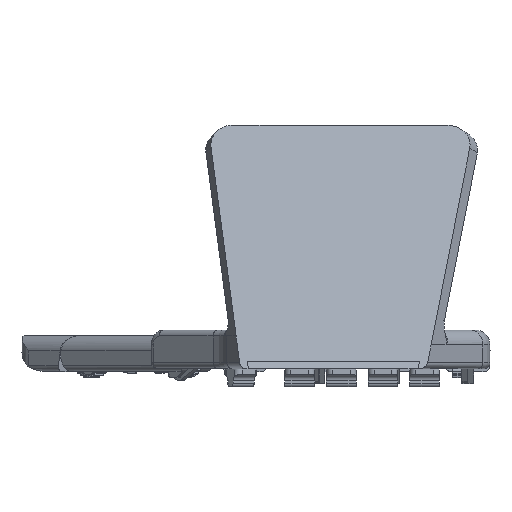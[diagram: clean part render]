
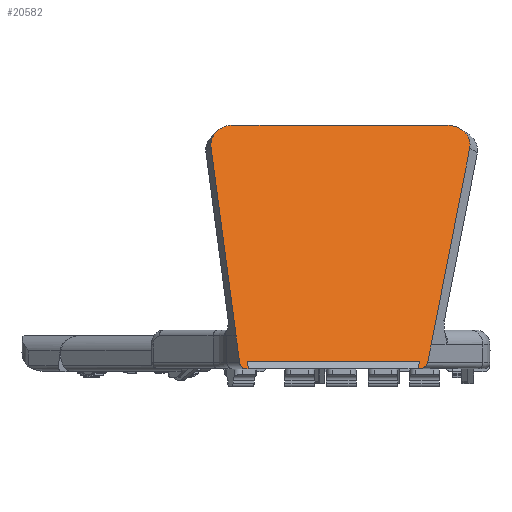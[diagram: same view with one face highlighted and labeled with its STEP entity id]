
A CAD part, left-side view. The second image highlights one B-rep face of the part: STEP entity #20582.
In plain terms, the highlighted free-form (B-spline) face has degree [1, 1] with [2, 2] control points.
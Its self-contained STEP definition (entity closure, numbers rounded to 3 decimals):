
#72=CARTESIAN_POINT('Vertex',(-177.141,-34.597,-5.)) ;
#87=CARTESIAN_POINT('Vertex',(-177.104,-34.597,-4.899)) ;
#90=CARTESIAN_POINT('Line Origine',(-177.122,-34.597,-4.95)) ;
#110=CARTESIAN_POINT('Vertex',(-176.649,26.507,-3.649)) ;
#119=CARTESIAN_POINT('Vertex',(-177.141,24.35,-5.)) ;
#123=CARTESIAN_POINT('Control Point',(-177.141,24.35,-5.)) ;
#124=CARTESIAN_POINT('Control Point',(-177.141,24.899,-5.)) ;
#125=CARTESIAN_POINT('Control Point',(-177.077,25.448,-4.826)) ;
#126=CARTESIAN_POINT('Control Point',(-176.964,25.91,-4.515)) ;
#127=CARTESIAN_POINT('Control Point',(-176.818,26.276,-4.112)) ;
#128=CARTESIAN_POINT('Control Point',(-176.649,26.507,-3.649)) ;
#142=CARTESIAN_POINT('Control Point',(-177.141,23.783,-5.)) ;
#143=CARTESIAN_POINT('Control Point',(-176.231,24.114,-2.5)) ;
#144=CARTESIAN_POINT('Vertex',(-177.141,23.783,-5.)) ;
#146=CARTESIAN_POINT('Vertex',(-176.231,24.114,-2.5)) ;
#152=CARTESIAN_POINT('Vertex',(-177.141,-33.298,-5.)) ;
#156=CARTESIAN_POINT('Control Point',(-177.141,-33.298,-5.)) ;
#157=CARTESIAN_POINT('Control Point',(-176.231,-33.789,-2.5)) ;
#158=CARTESIAN_POINT('Vertex',(-176.231,-33.789,-2.5)) ;
#162=CARTESIAN_POINT('Control Point',(-176.231,-33.789,-2.5)) ;
#163=CARTESIAN_POINT('Control Point',(-176.231,24.114,-2.5)) ;
#20159=CARTESIAN_POINT('Control Point',(-150.011,36.318,69.538)) ;
#20160=CARTESIAN_POINT('Control Point',(-149.605,36.465,70.653)) ;
#20161=CARTESIAN_POINT('Control Point',(-149.188,36.346,71.8)) ;
#20162=CARTESIAN_POINT('Control Point',(-148.787,35.945,72.901)) ;
#20163=CARTESIAN_POINT('Control Point',(-148.065,34.646,74.885)) ;
#20164=CARTESIAN_POINT('Control Point',(-147.585,32.599,76.204)) ;
#20165=CARTESIAN_POINT('Control Point',(-147.42,31.431,76.658)) ;
#20166=CARTESIAN_POINT('Control Point',(-147.337,30.201,76.886)) ;
#20167=CARTESIAN_POINT('Control Point',(-147.337,28.97,76.886)) ;
#20168=CARTESIAN_POINT('Vertex',(-150.011,36.318,69.538)) ;
#20170=CARTESIAN_POINT('Vertex',(-147.337,28.97,76.886)) ;
#20223=CARTESIAN_POINT('Vertex',(-147.337,-42.957,76.886)) ;
#20235=CARTESIAN_POINT('Control Point',(-147.337,28.97,76.886)) ;
#20236=CARTESIAN_POINT('Control Point',(-147.337,-42.957,76.886)) ;
#20251=CARTESIAN_POINT('Control Point',(-150.119,-50.7,69.24)) ;
#20252=CARTESIAN_POINT('Control Point',(-149.935,-50.799,69.748)) ;
#20253=CARTESIAN_POINT('Control Point',(-149.746,-50.84,70.267)) ;
#20254=CARTESIAN_POINT('Control Point',(-149.556,-50.819,70.787)) ;
#20255=CARTESIAN_POINT('Control Point',(-149.035,-50.592,72.22)) ;
#20256=CARTESIAN_POINT('Control Point',(-148.554,-49.919,73.543)) ;
#20257=CARTESIAN_POINT('Control Point',(-148.277,-49.324,74.302)) ;
#20258=CARTESIAN_POINT('Control Point',(-147.793,-47.857,75.632)) ;
#20259=CARTESIAN_POINT('Control Point',(-147.491,-46.018,76.461)) ;
#20260=CARTESIAN_POINT('Control Point',(-147.388,-45.017,76.744)) ;
#20261=CARTESIAN_POINT('Control Point',(-147.337,-43.987,76.886)) ;
#20262=CARTESIAN_POINT('Control Point',(-147.337,-42.957,76.886)) ;
#20263=CARTESIAN_POINT('Vertex',(-150.119,-50.7,69.24)) ;
#20317=CARTESIAN_POINT('Control Point',(-176.413,26.708,-3.)) ;
#20318=CARTESIAN_POINT('Control Point',(-175.758,26.947,-1.2)) ;
#20319=CARTESIAN_POINT('Control Point',(-175.103,27.185,0.6)) ;
#20320=CARTESIAN_POINT('Control Point',(-174.447,27.424,2.4)) ;
#20321=CARTESIAN_POINT('Control Point',(-173.792,27.662,4.2)) ;
#20322=CARTESIAN_POINT('Control Point',(-173.137,27.9,6.)) ;
#20323=CARTESIAN_POINT('Vertex',(-176.413,26.708,-3.)) ;
#20325=CARTESIAN_POINT('Vertex',(-173.137,27.9,6.)) ;
#20354=CARTESIAN_POINT('Vertex',(-174.229,-37.707,3.)) ;
#20360=CARTESIAN_POINT('Control Point',(-174.229,-37.707,3.)) ;
#20361=CARTESIAN_POINT('Control Point',(-174.666,-37.472,1.8)) ;
#20362=CARTESIAN_POINT('Control Point',(-175.103,-37.237,0.6)) ;
#20363=CARTESIAN_POINT('Control Point',(-175.539,-37.001,-0.6)) ;
#20364=CARTESIAN_POINT('Control Point',(-175.976,-36.766,-1.8)) ;
#20365=CARTESIAN_POINT('Control Point',(-176.413,-36.531,-3.)) ;
#20366=CARTESIAN_POINT('Vertex',(-176.413,-36.531,-3.)) ;
#20398=CARTESIAN_POINT('Control Point',(-176.413,26.708,-3.)) ;
#20399=CARTESIAN_POINT('Control Point',(-176.495,26.678,-3.225)) ;
#20400=CARTESIAN_POINT('Control Point',(-176.574,26.609,-3.444)) ;
#20401=CARTESIAN_POINT('Control Point',(-176.649,26.507,-3.649)) ;
#20416=CARTESIAN_POINT('Line Origine',(-177.141,24.066,-5.)) ;
#20426=CARTESIAN_POINT('Line Origine',(-177.141,-33.948,-5.)) ;
#20532=CARTESIAN_POINT('Control Point',(-176.413,-36.531,-3.)) ;
#20533=CARTESIAN_POINT('Control Point',(-176.61,-36.424,-3.543)) ;
#20534=CARTESIAN_POINT('Control Point',(-176.795,-36.114,-4.05)) ;
#20535=CARTESIAN_POINT('Control Point',(-176.94,-35.681,-4.448)) ;
#20536=CARTESIAN_POINT('Control Point',(-177.048,-35.161,-4.745)) ;
#20537=CARTESIAN_POINT('Control Point',(-177.104,-34.597,-4.899)) ;
#20548=CARTESIAN_POINT('Control Point',(-177.16,36.555,-5.053)) ;
#20549=CARTESIAN_POINT('Control Point',(-147.304,36.555,76.976)) ;
#20550=CARTESIAN_POINT('Control Point',(-177.16,-50.85,-5.053)) ;
#20551=CARTESIAN_POINT('Control Point',(-147.304,-50.85,76.976)) ;
#20553=CARTESIAN_POINT('Control Point',(-150.119,-50.7,69.24)) ;
#20554=CARTESIAN_POINT('Control Point',(-158.156,-46.369,47.16)) ;
#20555=CARTESIAN_POINT('Control Point',(-166.192,-42.038,25.08)) ;
#20556=CARTESIAN_POINT('Control Point',(-174.229,-37.707,3.)) ;
#20559=CARTESIAN_POINT('Control Point',(-173.137,27.9,6.)) ;
#20560=CARTESIAN_POINT('Control Point',(-165.428,30.706,27.179)) ;
#20561=CARTESIAN_POINT('Control Point',(-157.72,33.512,48.359)) ;
#20562=CARTESIAN_POINT('Control Point',(-150.011,36.318,69.538)) ;
#91=DIRECTION('Vector Direction',(0.342,0.,0.94)) ;
#20417=DIRECTION('Vector Direction',(0.,-1.,0.)) ;
#20427=DIRECTION('Vector Direction',(0.,-1.,0.)) ;
#20565=ORIENTED_EDGE('',*,*,#20402,.T.) ;
#20566=ORIENTED_EDGE('',*,*,#129,.F.) ;
#20567=ORIENTED_EDGE('',*,*,#20420,.T.) ;
#20568=ORIENTED_EDGE('',*,*,#148,.T.) ;
#20569=ORIENTED_EDGE('',*,*,#164,.T.) ;
#20570=ORIENTED_EDGE('',*,*,#160,.F.) ;
#20571=ORIENTED_EDGE('',*,*,#20430,.T.) ;
#20572=ORIENTED_EDGE('',*,*,#94,.T.) ;
#20573=ORIENTED_EDGE('',*,*,#20538,.F.) ;
#20574=ORIENTED_EDGE('',*,*,#20368,.F.) ;
#20575=ORIENTED_EDGE('',*,*,#20557,.F.) ;
#20576=ORIENTED_EDGE('',*,*,#20265,.F.) ;
#20577=ORIENTED_EDGE('',*,*,#20237,.F.) ;
#20578=ORIENTED_EDGE('',*,*,#20172,.F.) ;
#20579=ORIENTED_EDGE('',*,*,#20563,.F.) ;
#20580=ORIENTED_EDGE('',*,*,#20327,.F.) ;
#92=VECTOR('Line Direction',#91,1.) ;
#20418=VECTOR('Line Direction',#20417,1.) ;
#20428=VECTOR('Line Direction',#20427,1.) ;
#20582=ADVANCED_FACE('PartBody',(#20581),#20547,.T.) ;
#122=B_SPLINE_CURVE_WITH_KNOTS('',5,(#123,#124,#125,#126,#127,#128),.UNSPECIFIED.,.F.,.U.,(6,6),(0.,3.883),.UNSPECIFIED.) ;
#141=B_SPLINE_CURVE_WITH_KNOTS('',1,(#142,#143),.UNSPECIFIED.,.F.,.U.,(2,2),(-1.34,1.34),.UNSPECIFIED.) ;
#155=B_SPLINE_CURVE_WITH_KNOTS('',1,(#156,#157),.UNSPECIFIED.,.F.,.U.,(2,2),(-1.353,1.353),.UNSPECIFIED.) ;
#161=B_SPLINE_CURVE_WITH_KNOTS('',1,(#162,#163),.UNSPECIFIED.,.F.,.U.,(2,2),(-33.663,24.24),.UNSPECIFIED.) ;
#20158=B_SPLINE_CURVE_WITH_KNOTS('',5,(#20159,#20160,#20161,#20162,#20163,#20164,#20165,#20166,#20167),.UNSPECIFIED.,.F.,.U.,(6,3,6),(0.,8.457,17.156),.UNSPECIFIED.) ;
#20234=B_SPLINE_CURVE_WITH_KNOTS('',1,(#20235,#20236),.UNSPECIFIED.,.F.,.U.,(2,2),(46.03,117.957),.UNSPECIFIED.) ;
#20250=B_SPLINE_CURVE_WITH_KNOTS('',5,(#20251,#20252,#20253,#20254,#20255,#20256,#20257,#20258,#20259,#20260,#20261,#20262),.UNSPECIFIED.,.F.,.U.,(6,3,3,6),(0.,3.888,10.836,18.118),.UNSPECIFIED.) ;
#20316=B_SPLINE_CURVE_WITH_KNOTS('',5,(#20317,#20318,#20319,#20320,#20321,#20322),.UNSPECIFIED.,.F.,.U.,(6,6),(0.,16.717),.UNSPECIFIED.) ;
#20359=B_SPLINE_CURVE_WITH_KNOTS('',5,(#20360,#20361,#20362,#20363,#20364,#20365),.UNSPECIFIED.,.F.,.U.,(6,6),(0.,11.246),.UNSPECIFIED.) ;
#20397=B_SPLINE_CURVE_WITH_KNOTS('',3,(#20398,#20399,#20400,#20401),.UNSPECIFIED.,.F.,.U.,(4,4),(0.,1.022),.UNSPECIFIED.) ;
#20531=B_SPLINE_CURVE_WITH_KNOTS('',5,(#20532,#20533,#20534,#20535,#20536,#20537),.UNSPECIFIED.,.F.,.U.,(6,6),(0.,4.153),.UNSPECIFIED.) ;
#20552=B_SPLINE_CURVE_WITH_KNOTS('',3,(#20553,#20554,#20555,#20556),.UNSPECIFIED.,.F.,.U.,(4,4),(11.699,113.069),.UNSPECIFIED.) ;
#20558=B_SPLINE_CURVE_WITH_KNOTS('',3,(#20559,#20560,#20561,#20562),.UNSPECIFIED.,.F.,.U.,(4,4),(63.511,159.873),.UNSPECIFIED.) ;
#20547=B_SPLINE_SURFACE_WITH_KNOTS('',1,1,((#20548,#20549),(#20550,#20551)),.UNSPECIFIED.,.F.,.F.,.U.,(2,2),(2,2),(38.445,125.85),(32.803,120.096),.UNSPECIFIED.) ;
#94=EDGE_CURVE('',#73,#88,#93,.T.) ;
#129=EDGE_CURVE('',#120,#111,#122,.T.) ;
#148=EDGE_CURVE('',#145,#147,#141,.T.) ;
#160=EDGE_CURVE('',#153,#159,#155,.T.) ;
#164=EDGE_CURVE('',#147,#159,#161,.F.) ;
#20172=EDGE_CURVE('',#20169,#20171,#20158,.T.) ;
#20237=EDGE_CURVE('',#20171,#20224,#20234,.T.) ;
#20265=EDGE_CURVE('',#20224,#20264,#20250,.F.) ;
#20327=EDGE_CURVE('',#20324,#20326,#20316,.T.) ;
#20368=EDGE_CURVE('',#20355,#20367,#20359,.T.) ;
#20402=EDGE_CURVE('',#20324,#111,#20397,.T.) ;
#20420=EDGE_CURVE('',#120,#145,#20419,.T.) ;
#20430=EDGE_CURVE('',#153,#73,#20429,.T.) ;
#20538=EDGE_CURVE('',#20367,#88,#20531,.T.) ;
#20557=EDGE_CURVE('',#20264,#20355,#20552,.T.) ;
#20563=EDGE_CURVE('',#20326,#20169,#20558,.T.) ;
#20564=EDGE_LOOP('',(#20565,#20566,#20567,#20568,#20569,#20570,#20571,#20572,#20573,#20574,#20575,#20576,#20577,#20578,#20579,#20580)) ;
#20581=FACE_OUTER_BOUND('',#20564,.T.) ;
#93=LINE('Line',#90,#92) ;
#20419=LINE('Line',#20416,#20418) ;
#20429=LINE('Line',#20426,#20428) ;
#73=VERTEX_POINT('',#72) ;
#88=VERTEX_POINT('',#87) ;
#111=VERTEX_POINT('',#110) ;
#120=VERTEX_POINT('',#119) ;
#145=VERTEX_POINT('',#144) ;
#147=VERTEX_POINT('',#146) ;
#153=VERTEX_POINT('',#152) ;
#159=VERTEX_POINT('',#158) ;
#20169=VERTEX_POINT('',#20168) ;
#20171=VERTEX_POINT('',#20170) ;
#20224=VERTEX_POINT('',#20223) ;
#20264=VERTEX_POINT('',#20263) ;
#20324=VERTEX_POINT('',#20323) ;
#20326=VERTEX_POINT('',#20325) ;
#20355=VERTEX_POINT('',#20354) ;
#20367=VERTEX_POINT('',#20366) ;
